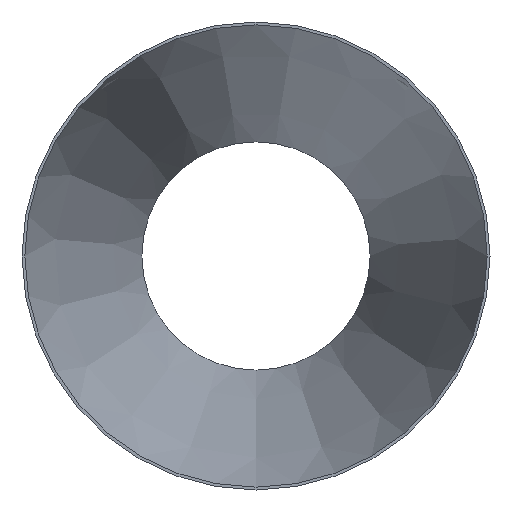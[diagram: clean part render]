
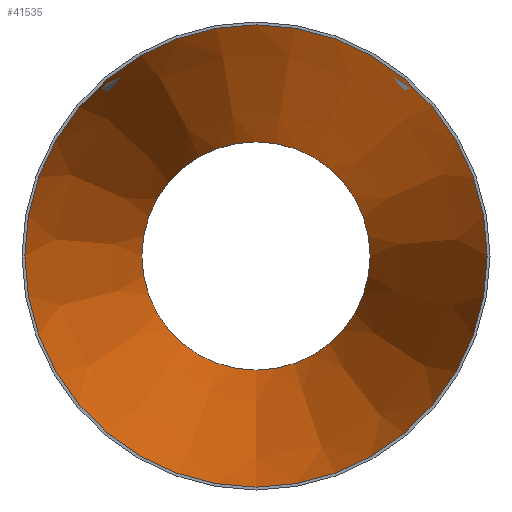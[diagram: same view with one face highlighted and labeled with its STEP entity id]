
A CAD part, front view. The second image highlights one B-rep face of the part: STEP entity #41535.
In plain terms, the highlighted conical face has half-angle 14.036 degrees and reference radius 250.908 mm.
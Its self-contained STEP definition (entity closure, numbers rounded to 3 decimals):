
#3772 = ORIENTED_EDGE ( 'NONE', *, *, #7507, .F. ) ;
#4669 = VERTEX_POINT ( 'NONE', #29305 ) ;
#7181 = FACE_OUTER_BOUND ( 'NONE', #25143, .T. ) ;
#7507 = EDGE_CURVE ( 'NONE', #4669, #4669, #31409, .T. ) ;
#10322 = CIRCLE ( 'NONE', #13983, 250.908 ) ;
#11074 = DIRECTION ( 'NONE',  ( 0., 0., -1. ) ) ;
#11108 = CARTESIAN_POINT ( 'NONE',  ( 0., 0., -250.908 ) ) ;
#13983 = AXIS2_PLACEMENT_3D ( 'NONE', #29681, #18631, #43673 ) ;
#17993 = CARTESIAN_POINT ( 'NONE',  ( 0., 0., 0. ) ) ;
#18631 = DIRECTION ( 'NONE',  ( 0., -1., 0. ) ) ;
#21881 = AXIS2_PLACEMENT_3D ( 'NONE', #34304, #37740, #33387 ) ;
#22137 = AXIS2_PLACEMENT_3D ( 'NONE', #17993, #38447, #11074 ) ;
#22393 = VERTEX_POINT ( 'NONE', #11108 ) ;
#23165 = EDGE_LOOP ( 'NONE', ( #3772 ) ) ;
#25132 = FACE_BOUND ( 'NONE', #23165, .T. ) ;
#25143 = EDGE_LOOP ( 'NONE', ( #36187 ) ) ;
#29305 = CARTESIAN_POINT ( 'NONE',  ( 0., 508., -123.908 ) ) ;
#29681 = CARTESIAN_POINT ( 'NONE',  ( 0., 0., 0. ) ) ;
#30206 = CONICAL_SURFACE ( 'NONE', #22137, 250.908, 0.245 ) ;
#31409 = CIRCLE ( 'NONE', #21881, 123.908 ) ;
#33387 = DIRECTION ( 'NONE',  ( 0., 0., -1. ) ) ;
#34304 = CARTESIAN_POINT ( 'NONE',  ( 0., 508., 0. ) ) ;
#35274 = EDGE_CURVE ( 'NONE', #22393, #22393, #10322, .T. ) ;
#36187 = ORIENTED_EDGE ( 'NONE', *, *, #35274, .T. ) ;
#37740 = DIRECTION ( 'NONE',  ( 0., -1., 0. ) ) ;
#38447 = DIRECTION ( 'NONE',  ( 0., -1., 0. ) ) ;
#41535 = ADVANCED_FACE ( 'NONE', ( #25132, #7181 ), #30206, .F. ) ;
#43673 = DIRECTION ( 'NONE',  ( 0., 0., -1. ) ) ;
